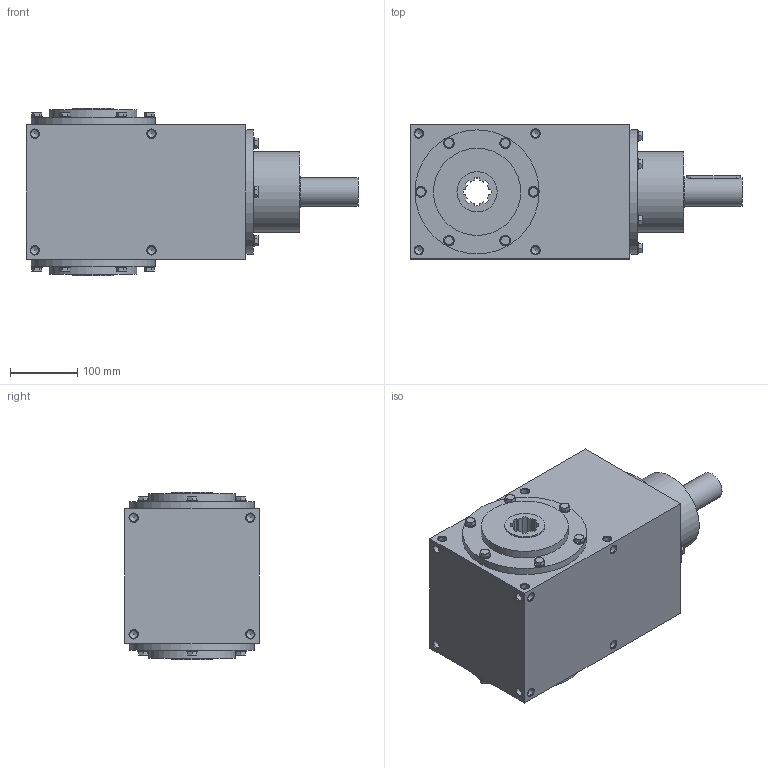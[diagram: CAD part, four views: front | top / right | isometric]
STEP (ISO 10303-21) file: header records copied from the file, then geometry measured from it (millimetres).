
FILE_DESCRIPTION(/* description */ ('STEP AP203'),/* implementation_level */ '2;1');
FILE_NAME(/* name */ 'REB55_R.1_4.5',/* time_stamp */ '2023-01-09T11:53:19+01:00',/* author */ ('License CC BY-ND 4.0'),/* organization */ ('CADENAS'),/* preprocessor_version */ 'ST-DEVELOPER v18.102',/* originating_system */ 'PARTsolutions',/* authorisation */ ' ');
FILE_SCHEMA (('CONFIG_CONTROL_DESIGN'));
Length unit declared in the file: millimetre
Products named in the file (4): REB55_R.1/4.5; REC55-shaft; RC_RR55-screw; REB55-case
Assembly tree (20 placements, depth 2):
  REB55_R.1/4.5
    REC55-shaft
    RC_RR55-screw  x18
    REB55-case
Bounding box: 495 x 200 x 250 mm (x, y, z)
Volume: 14959771 mm3; surface area: 531054.3 mm2
Topology: 20 solids, 20 shells, 472 faces, 1108 edges, 683 vertices
Faces by surface type: plane 217, cone 150, cylinder 105
Full cylindrical faces by diameter (mm): 8.376 x1, 11.835 x40, 16 x18, 42 x1, 46 x2, 50 x1, 60 x2, 120 x1, 130 x2, 185 x3
Entity records: 6977 total; most frequent: DIRECTION 1052, CARTESIAN_POINT 984, ORIENTED_EDGE 798, AXIS2_PLACEMENT_3D 446, EDGE_CURVE 399, FACE_BOUND 333, VERTEX_POINT 312, EDGE_LOOP 312
